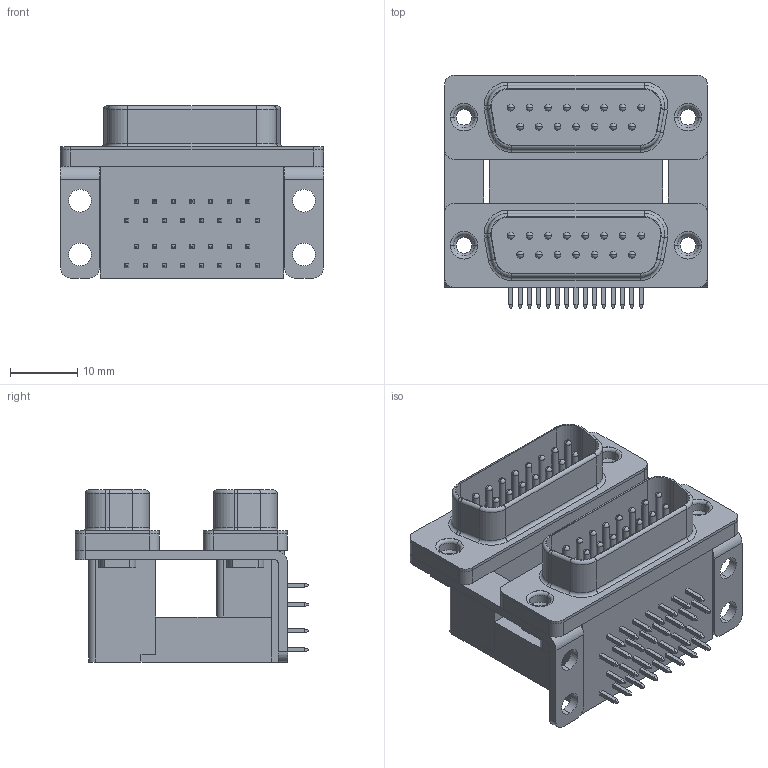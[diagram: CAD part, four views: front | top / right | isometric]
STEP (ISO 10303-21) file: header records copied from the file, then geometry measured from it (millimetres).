
FILE_DESCRIPTION (( 'STEP AP214' ), '1' );
FILE_NAME ('K42X-A15P-P-A_rA1.STEP', '2013-12-04T21:09:20', ( '' ), ( '' ), 'SwSTEP 2.0', 'SolidWorks 2012', '' );
FILE_SCHEMA (( 'AUTOMOTIVE_DESIGN' ));
Length unit declared in the file: millimetre
Products named in the file (1): K42X-A15P-P-A_rA1
Bounding box: 39.14 x 34.78 x 25.6 mm (x, y, z)
Volume: 14113.9 mm3; surface area: 8570.7 mm2
Topology: 1 solids, 1 shells, 638 faces, 1586 edges, 958 vertices
Faces by surface type: plane 366, cylinder 168, sphere 60, torus 28, cone 16
Entity records: 19712 total; most frequent: DIRECTION 3184, CARTESIAN_POINT 3003, ORIENTED_EDGE 2932, EDGE_CURVE 1466, AXIS2_PLACEMENT_3D 1079, VECTOR 1026, LINE 1026, VERTEX_POINT 898
